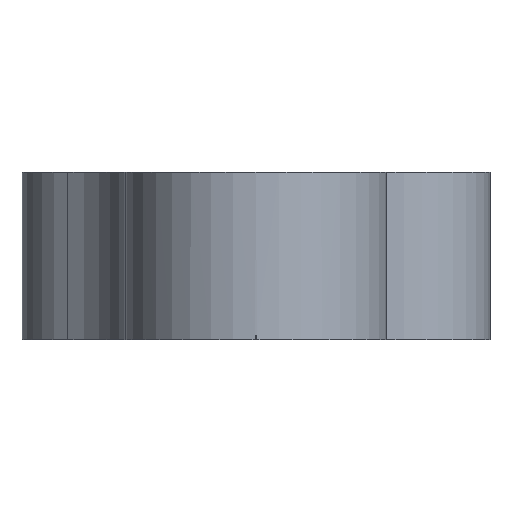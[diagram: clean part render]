
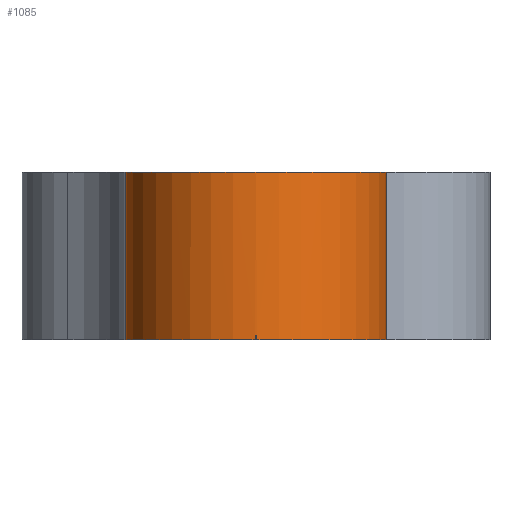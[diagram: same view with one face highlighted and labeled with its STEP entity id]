
A CAD part, front view. The second image highlights one B-rep face of the part: STEP entity #1085.
In plain terms, the highlighted cylindrical face has radius 7 mm (diameter 14 mm), a partial arc.
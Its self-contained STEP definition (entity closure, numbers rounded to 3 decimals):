
#170 = VERTEX_POINT('',#171);
#171 = CARTESIAN_POINT('',(-7.,0.,0.));
#177 = EDGE_CURVE('',#178,#170,#180,.T.);
#178 = VERTEX_POINT('',#179);
#179 = CARTESIAN_POINT('',(7.,0.,0.));
#180 = CIRCLE('',#181,7.);
#181 = AXIS2_PLACEMENT_3D('',#182,#183,#184);
#182 = CARTESIAN_POINT('',(0.,0.,0.));
#183 = DIRECTION('',(0.,0.,-1.));
#184 = DIRECTION('',(0.,1.,0.));
#1041 = VERTEX_POINT('',#1042);
#1042 = CARTESIAN_POINT('',(7.,0.,-9.));
#1050 = EDGE_CURVE('',#178,#1041,#1051,.T.);
#1051 = LINE('',#1052,#1053);
#1052 = CARTESIAN_POINT('',(7.,0.,0.));
#1053 = VECTOR('',#1054,1.);
#1054 = DIRECTION('',(0.,0.,-1.));
#1085 = ADVANCED_FACE('',(#1086),#1139,.T.);
#1086 = FACE_BOUND('',#1087,.F.);
#1087 = EDGE_LOOP('',(#1088,#1089,#1090,#1099,#1107,#1116,#1124,#1133));
#1088 = ORIENTED_EDGE('',*,*,#177,.F.);
#1089 = ORIENTED_EDGE('',*,*,#1050,.T.);
#1090 = ORIENTED_EDGE('',*,*,#1091,.T.);
#1091 = EDGE_CURVE('',#1041,#1092,#1094,.T.);
#1092 = VERTEX_POINT('',#1093);
#1093 = CARTESIAN_POINT('',(0.05,-7.,-9.));
#1094 = CIRCLE('',#1095,7.);
#1095 = AXIS2_PLACEMENT_3D('',#1096,#1097,#1098);
#1096 = CARTESIAN_POINT('',(0.,0.,-9.));
#1097 = DIRECTION('',(0.,0.,-1.));
#1098 = DIRECTION('',(0.,1.,0.));
#1099 = ORIENTED_EDGE('',*,*,#1100,.T.);
#1100 = EDGE_CURVE('',#1092,#1101,#1103,.T.);
#1101 = VERTEX_POINT('',#1102);
#1102 = CARTESIAN_POINT('',(0.05,-7.,-8.75));
#1103 = LINE('',#1104,#1105);
#1104 = CARTESIAN_POINT('',(0.05,-7.,0.));
#1105 = VECTOR('',#1106,1.);
#1106 = DIRECTION('',(0.,-0.,1.));
#1107 = ORIENTED_EDGE('',*,*,#1108,.F.);
#1108 = EDGE_CURVE('',#1109,#1101,#1111,.T.);
#1109 = VERTEX_POINT('',#1110);
#1110 = CARTESIAN_POINT('',(-0.05,-7.,-8.75));
#1111 = CIRCLE('',#1112,7.);
#1112 = AXIS2_PLACEMENT_3D('',#1113,#1114,#1115);
#1113 = CARTESIAN_POINT('',(0.,0.,-8.75));
#1114 = DIRECTION('',(0.,0.,1.));
#1115 = DIRECTION('',(0.,1.,0.));
#1116 = ORIENTED_EDGE('',*,*,#1117,.F.);
#1117 = EDGE_CURVE('',#1118,#1109,#1120,.T.);
#1118 = VERTEX_POINT('',#1119);
#1119 = CARTESIAN_POINT('',(-0.05,-7.,-9.));
#1120 = LINE('',#1121,#1122);
#1121 = CARTESIAN_POINT('',(-0.05,-7.,0.)
  );
#1122 = VECTOR('',#1123,1.);
#1123 = DIRECTION('',(0.,-0.,1.));
#1124 = ORIENTED_EDGE('',*,*,#1125,.T.);
#1125 = EDGE_CURVE('',#1118,#1126,#1128,.T.);
#1126 = VERTEX_POINT('',#1127);
#1127 = CARTESIAN_POINT('',(-7.,0.,-9.));
#1128 = CIRCLE('',#1129,7.);
#1129 = AXIS2_PLACEMENT_3D('',#1130,#1131,#1132);
#1130 = CARTESIAN_POINT('',(0.,0.,-9.));
#1131 = DIRECTION('',(0.,0.,-1.));
#1132 = DIRECTION('',(0.,1.,0.));
#1133 = ORIENTED_EDGE('',*,*,#1134,.F.);
#1134 = EDGE_CURVE('',#170,#1126,#1135,.T.);
#1135 = LINE('',#1136,#1137);
#1136 = CARTESIAN_POINT('',(-7.,0.,0.));
#1137 = VECTOR('',#1138,1.);
#1138 = DIRECTION('',(0.,0.,-1.));
#1139 = CYLINDRICAL_SURFACE('',#1140,7.);
#1140 = AXIS2_PLACEMENT_3D('',#1141,#1142,#1143);
#1141 = CARTESIAN_POINT('',(0.,0.,0.));
#1142 = DIRECTION('',(0.,-0.,1.));
#1143 = DIRECTION('',(0.,1.,0.));
